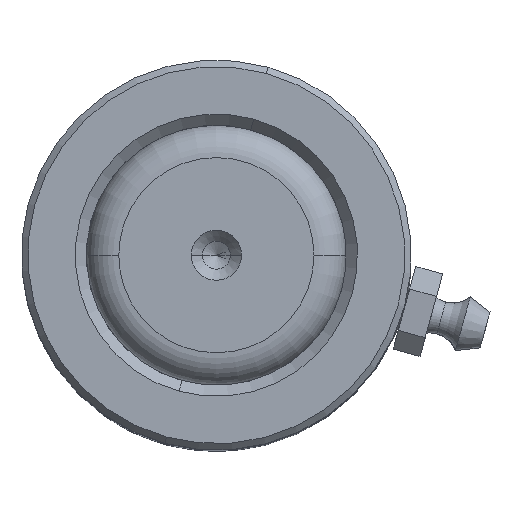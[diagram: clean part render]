
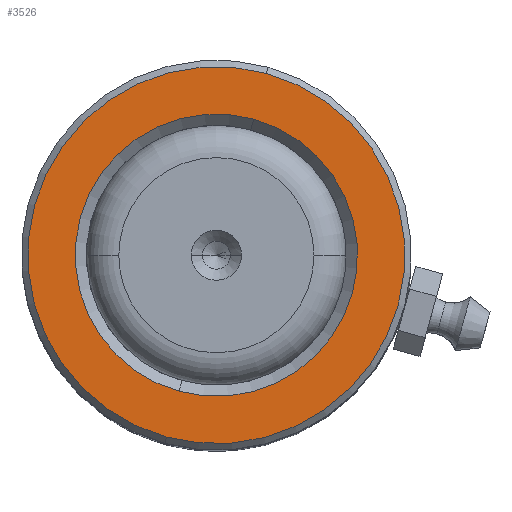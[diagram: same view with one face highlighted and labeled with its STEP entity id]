
A CAD part, top view. The second image highlights one B-rep face of the part: STEP entity #3526.
In plain terms, the highlighted planar face has unit normal (0, 0, 1).
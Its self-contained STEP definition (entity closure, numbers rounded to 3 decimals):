
#95 = CARTESIAN_POINT ( 'NONE',  ( 0., 0., 80. ) ) ;
#236 = VERTEX_POINT ( 'NONE', #5716 ) ;
#441 = DIRECTION ( 'NONE',  ( 1., 0., 0. ) ) ;
#584 = PLANE ( 'NONE',  #2256 ) ;
#608 = ORIENTED_EDGE ( 'NONE', *, *, #1832, .T. ) ;
#700 = DIRECTION ( 'NONE',  ( 0., 0., -1. ) ) ;
#740 = VERTEX_POINT ( 'NONE', #5081 ) ;
#1289 = AXIS2_PLACEMENT_3D ( 'NONE', #2457, #3267, #4668 ) ;
#1436 = DIRECTION ( 'NONE',  ( 0., 0., 1. ) ) ;
#1462 = EDGE_CURVE ( 'NONE', #1898, #740, #5541, .T. ) ;
#1832 = EDGE_CURVE ( 'NONE', #236, #7658, #8522, .T. ) ;
#1898 = VERTEX_POINT ( 'NONE', #6394 ) ;
#2001 = DIRECTION ( 'NONE',  ( 0., 0., 1. ) ) ;
#2256 = AXIS2_PLACEMENT_3D ( 'NONE', #3514, #1436, #4960 ) ;
#2260 = FACE_OUTER_BOUND ( 'NONE', #3492, .T. ) ;
#2264 = ORIENTED_EDGE ( 'NONE', *, *, #1462, .T. ) ;
#2457 = CARTESIAN_POINT ( 'NONE',  ( 0., 0., 80. ) ) ;
#2506 = ORIENTED_EDGE ( 'NONE', *, *, #3681, .T. ) ;
#2554 = CARTESIAN_POINT ( 'NONE',  ( 0., 0., 80. ) ) ;
#2700 = ORIENTED_EDGE ( 'NONE', *, *, #4775, .T. ) ;
#3128 = CIRCLE ( 'NONE', #5147, 20.3 ) ;
#3267 = DIRECTION ( 'NONE',  ( 0., 0., -1. ) ) ;
#3492 = EDGE_LOOP ( 'NONE', ( #608, #2506 ) ) ;
#3514 = CARTESIAN_POINT ( 'NONE',  ( 0., 0., 80. ) ) ;
#3526 = ADVANCED_FACE ( 'NONE', ( #2260, #8638 ), #584, .T. ) ;
#3681 = EDGE_CURVE ( 'NONE', #7658, #236, #3128, .T. ) ;
#4668 = DIRECTION ( 'NONE',  ( 1., 0., 0. ) ) ;
#4775 = EDGE_CURVE ( 'NONE', #740, #1898, #5954, .T. ) ;
#4960 = DIRECTION ( 'NONE',  ( 1., 0., 0. ) ) ;
#5081 = CARTESIAN_POINT ( 'NONE',  ( 15.2, 0., 80. ) ) ;
#5147 = AXIS2_PLACEMENT_3D ( 'NONE', #8871, #2001, #5509 ) ;
#5509 = DIRECTION ( 'NONE',  ( 1., 0., 0. ) ) ;
#5541 = CIRCLE ( 'NONE', #1289, 15.2 ) ;
#5716 = CARTESIAN_POINT ( 'NONE',  ( -20.3, 0., 80. ) ) ;
#5954 = CIRCLE ( 'NONE', #8287, 15.2 ) ;
#5971 = DIRECTION ( 'NONE',  ( 0., 0., 1. ) ) ;
#6153 = EDGE_LOOP ( 'NONE', ( #2700, #2264 ) ) ;
#6394 = CARTESIAN_POINT ( 'NONE',  ( -15.2, 0., 80. ) ) ;
#6558 = CARTESIAN_POINT ( 'NONE',  ( 20.3, 0., 80. ) ) ;
#7645 = DIRECTION ( 'NONE',  ( 1., 0., 0. ) ) ;
#7658 = VERTEX_POINT ( 'NONE', #6558 ) ;
#8287 = AXIS2_PLACEMENT_3D ( 'NONE', #95, #700, #7645 ) ;
#8522 = CIRCLE ( 'NONE', #8885, 20.3 ) ;
#8638 = FACE_BOUND ( 'NONE', #6153, .T. ) ;
#8871 = CARTESIAN_POINT ( 'NONE',  ( 0., 0., 80. ) ) ;
#8885 = AXIS2_PLACEMENT_3D ( 'NONE', #2554, #5971, #441 ) ;
